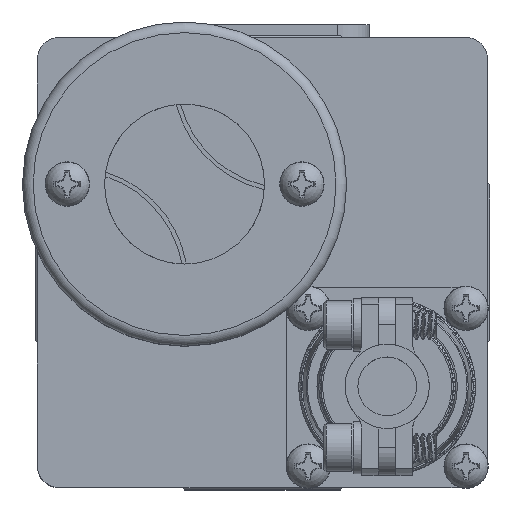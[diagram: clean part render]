
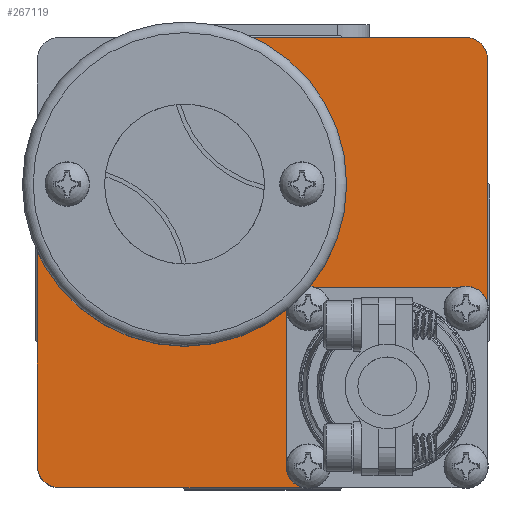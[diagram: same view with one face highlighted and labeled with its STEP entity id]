
A CAD part, top view. The second image highlights one B-rep face of the part: STEP entity #267119.
In plain terms, the highlighted planar face has unit normal (0, 0, 1).
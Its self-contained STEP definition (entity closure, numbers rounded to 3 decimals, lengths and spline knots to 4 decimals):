
#4824 = AXIS2_PLACEMENT_3D ( 'NONE', #135384, #108463, #129770 ) ;
#5131 = CARTESIAN_POINT ( 'NONE',  ( -0.365, 0.365, 1.045 ) ) ;
#15372 = DIRECTION ( 'NONE',  ( -1., 0., 0. ) ) ;
#15442 = CIRCLE ( 'NONE', #196697, 0.1 ) ;
#17011 = EDGE_CURVE ( 'NONE', #46559, #220207, #181974, .T. ) ;
#17825 = LINE ( 'NONE', #108623, #93191 ) ;
#23402 = CARTESIAN_POINT ( 'NONE',  ( 0.115, -1.055, 1.045 ) ) ;
#23504 = FACE_OUTER_BOUND ( 'NONE', #36646, .T. ) ;
#24891 = CARTESIAN_POINT ( 'NONE',  ( 0., 0., 1.045 ) ) ;
#25702 = VERTEX_POINT ( 'NONE', #28397 ) ;
#28397 = CARTESIAN_POINT ( 'NONE',  ( 1.055, 0.955, 1.045 ) ) ;
#31598 = EDGE_CURVE ( 'NONE', #272249, #229691, #113369, .T. ) ;
#34794 = CARTESIAN_POINT ( 'NONE',  ( 0.215, -0.215, 1.045 ) ) ;
#36646 = EDGE_LOOP ( 'NONE', ( #65462, #123764, #224879, #208020, #174985, #98650, #47589, #134622, #251091, #80709, #216043, #89899 ) ) ;
#41328 = VERTEX_POINT ( 'NONE', #166109 ) ;
#46559 = VERTEX_POINT ( 'NONE', #146555 ) ;
#47589 = ORIENTED_EDGE ( 'NONE', *, *, #233186, .T. ) ;
#51205 = CARTESIAN_POINT ( 'NONE',  ( 0.215, -0.115, 1.045 ) ) ;
#51326 = EDGE_CURVE ( 'NONE', #69695, #205264, #211295, .T. ) ;
#57129 = DIRECTION ( 'NONE',  ( 0., 0., -1. ) ) ;
#58333 = EDGE_CURVE ( 'NONE', #270309, #256997, #150481, .T. ) ;
#58641 = AXIS2_PLACEMENT_3D ( 'NONE', #24891, #258981, #90100 ) ;
#59604 = AXIS2_PLACEMENT_3D ( 'NONE', #34794, #97274, #227711 ) ;
#62458 = DIRECTION ( 'NONE',  ( 1., 0., 0. ) ) ;
#65462 = ORIENTED_EDGE ( 'NONE', *, *, #58333, .T. ) ;
#69695 = VERTEX_POINT ( 'NONE', #193049 ) ;
#80709 = ORIENTED_EDGE ( 'NONE', *, *, #94726, .F. ) ;
#82229 = DIRECTION ( 'NONE',  ( 0., -1., 0. ) ) ;
#83409 = CARTESIAN_POINT ( 'NONE',  ( 0.115, -0.115, 1.045 ) ) ;
#88813 = DIRECTION ( 'NONE',  ( 0., 0., 1. ) ) ;
#89899 = ORIENTED_EDGE ( 'NONE', *, *, #200157, .T. ) ;
#90100 = DIRECTION ( 'NONE',  ( 0., -1., 0. ) ) ;
#91423 = LINE ( 'NONE', #23402, #206132 ) ;
#92085 = CARTESIAN_POINT ( 'NONE',  ( -1.055, 1.055, 1.045 ) ) ;
#93191 = VECTOR ( 'NONE', #195118, 39.3701 ) ;
#94334 = CARTESIAN_POINT ( 'NONE',  ( 0.955, -0.115, 1.045 ) ) ;
#94726 = EDGE_CURVE ( 'NONE', #69695, #41328, #278800, .T. ) ;
#97274 = DIRECTION ( 'NONE',  ( 0., 0., -1. ) ) ;
#98650 = ORIENTED_EDGE ( 'NONE', *, *, #31598, .T. ) ;
#108463 = DIRECTION ( 'NONE',  ( 0., 0., -1. ) ) ;
#108623 = CARTESIAN_POINT ( 'NONE',  ( 1.055, -1.055, 1.045 ) ) ;
#110003 = CARTESIAN_POINT ( 'NONE',  ( 1.055, -0.215, 1.045 ) ) ;
#111561 = DIRECTION ( 'NONE',  ( 1., 0., 0. ) ) ;
#111909 = CIRCLE ( 'NONE', #256755, 0.1 ) ;
#112728 = DIRECTION ( 'NONE',  ( 0., 0., 1. ) ) ;
#113369 = CIRCLE ( 'NONE', #4824, 0.1 ) ;
#123764 = ORIENTED_EDGE ( 'NONE', *, *, #191657, .T. ) ;
#124630 = EDGE_CURVE ( 'NONE', #25702, #184976, #111909, .T. ) ;
#125335 = CARTESIAN_POINT ( 'NONE',  ( -1.055, -0.955, 1.045 ) ) ;
#126304 = CARTESIAN_POINT ( 'NONE',  ( 0.115, -0.955, 1.045 ) ) ;
#129770 = DIRECTION ( 'NONE',  ( -1., 0., 0. ) ) ;
#134622 = ORIENTED_EDGE ( 'NONE', *, *, #124630, .T. ) ;
#135384 = CARTESIAN_POINT ( 'NONE',  ( 0.955, -0.215, 1.045 ) ) ;
#135483 = CARTESIAN_POINT ( 'NONE',  ( -0.955, -1.055, 1.045 ) ) ;
#146555 = CARTESIAN_POINT ( 'NONE',  ( 0.115, -0.215, 1.045 ) ) ;
#150481 = LINE ( 'NONE', #194387, #280736 ) ;
#164055 = VERTEX_POINT ( 'NONE', #126304 ) ;
#165524 = CARTESIAN_POINT ( 'NONE',  ( -0.955, -0.955, 1.045 ) ) ;
#166109 = CARTESIAN_POINT ( 'NONE',  ( -0.365, 1.055, 1.045 ) ) ;
#169413 = CIRCLE ( 'NONE', #173840, 0.1 ) ;
#173840 = AXIS2_PLACEMENT_3D ( 'NONE', #211696, #57129, #186272 ) ;
#174985 = ORIENTED_EDGE ( 'NONE', *, *, #186621, .F. ) ;
#181974 = CIRCLE ( 'NONE', #59604, 0.1 ) ;
#184976 = VERTEX_POINT ( 'NONE', #220580 ) ;
#186272 = DIRECTION ( 'NONE',  ( -1., 0., 0. ) ) ;
#186621 = EDGE_CURVE ( 'NONE', #272249, #220207, #209679, .T. ) ;
#186794 = DIRECTION ( 'NONE',  ( -1., 0., 0. ) ) ;
#191657 = EDGE_CURVE ( 'NONE', #256997, #164055, #169413, .T. ) ;
#192220 = EDGE_CURVE ( 'NONE', #184976, #41328, #198512, .T. ) ;
#193049 = CARTESIAN_POINT ( 'NONE',  ( -1.055, 0.365, 1.045 ) ) ;
#194387 = CARTESIAN_POINT ( 'NONE',  ( -1.055, -1.055, 1.045 ) ) ;
#195118 = DIRECTION ( 'NONE',  ( 0., 1., 0. ) ) ;
#196697 = AXIS2_PLACEMENT_3D ( 'NONE', #165524, #208019, #186794 ) ;
#198512 = LINE ( 'NONE', #92085, #228433 ) ;
#200157 = EDGE_CURVE ( 'NONE', #205264, #270309, #15442, .T. ) ;
#200581 = CARTESIAN_POINT ( 'NONE',  ( 0.955, 0.955, 1.045 ) ) ;
#201840 = AXIS2_PLACEMENT_3D ( 'NONE', #5131, #88813, #111561 ) ;
#201971 = DIRECTION ( 'NONE',  ( -1., 0., 0. ) ) ;
#205264 = VERTEX_POINT ( 'NONE', #125335 ) ;
#206132 = VECTOR ( 'NONE', #220512, 39.3701 ) ;
#208019 = DIRECTION ( 'NONE',  ( 0., 0., 1. ) ) ;
#208020 = ORIENTED_EDGE ( 'NONE', *, *, #17011, .T. ) ;
#209679 = LINE ( 'NONE', #83409, #273067 ) ;
#211295 = LINE ( 'NONE', #276575, #216672 ) ;
#211696 = CARTESIAN_POINT ( 'NONE',  ( 0.215, -0.955, 1.045 ) ) ;
#216043 = ORIENTED_EDGE ( 'NONE', *, *, #51326, .T. ) ;
#216672 = VECTOR ( 'NONE', #82229, 39.3701 ) ;
#219217 = PLANE ( 'NONE',  #58641 ) ;
#220207 = VERTEX_POINT ( 'NONE', #51205 ) ;
#220512 = DIRECTION ( 'NONE',  ( 0., -1., 0. ) ) ;
#220580 = CARTESIAN_POINT ( 'NONE',  ( 0.955, 1.055, 1.045 ) ) ;
#224879 = ORIENTED_EDGE ( 'NONE', *, *, #232444, .F. ) ;
#227711 = DIRECTION ( 'NONE',  ( -1., 0., 0. ) ) ;
#228433 = VECTOR ( 'NONE', #259093, 39.3701 ) ;
#229691 = VERTEX_POINT ( 'NONE', #110003 ) ;
#232444 = EDGE_CURVE ( 'NONE', #46559, #164055, #91423, .T. ) ;
#233186 = EDGE_CURVE ( 'NONE', #229691, #25702, #17825, .T. ) ;
#241834 = CARTESIAN_POINT ( 'NONE',  ( 0.215, -1.055, 1.045 ) ) ;
#251091 = ORIENTED_EDGE ( 'NONE', *, *, #192220, .T. ) ;
#256755 = AXIS2_PLACEMENT_3D ( 'NONE', #200581, #112728, #201971 ) ;
#256997 = VERTEX_POINT ( 'NONE', #241834 ) ;
#258981 = DIRECTION ( 'NONE',  ( 0., 0., -1. ) ) ;
#259093 = DIRECTION ( 'NONE',  ( -1., 0., 0. ) ) ;
#267119 = ADVANCED_FACE ( 'NONE', ( #23504 ), #219217, .F. ) ;
#270309 = VERTEX_POINT ( 'NONE', #135483 ) ;
#272249 = VERTEX_POINT ( 'NONE', #94334 ) ;
#273067 = VECTOR ( 'NONE', #15372, 39.3701 ) ;
#276575 = CARTESIAN_POINT ( 'NONE',  ( -1.055, -1.055, 1.045 ) ) ;
#278800 = CIRCLE ( 'NONE', #201840, 0.69 ) ;
#280736 = VECTOR ( 'NONE', #62458, 39.3701 ) ;
